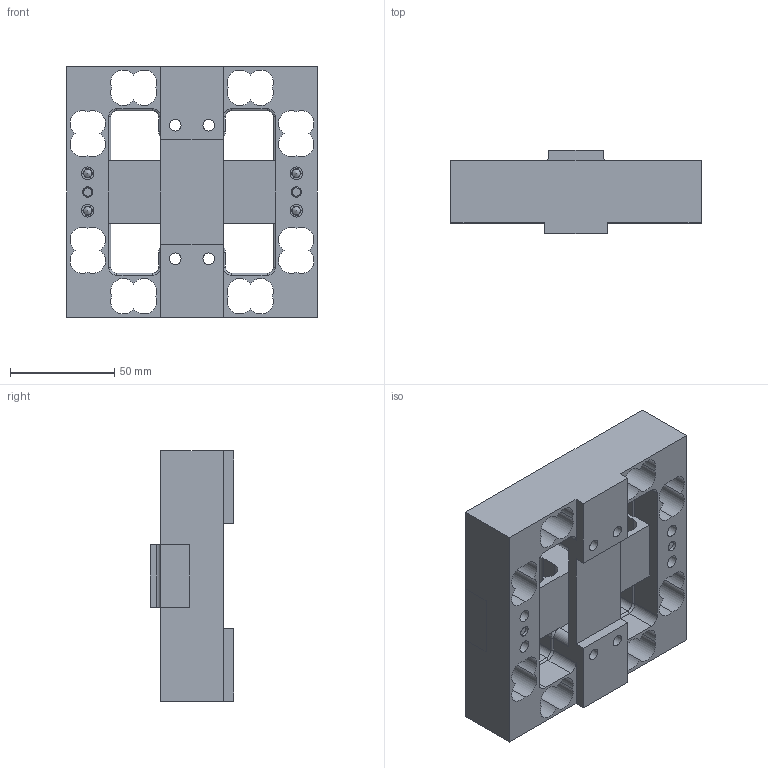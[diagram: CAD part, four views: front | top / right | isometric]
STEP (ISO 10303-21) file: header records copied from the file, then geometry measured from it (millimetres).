
FILE_DESCRIPTION (( 'STEP AP214' ), '1' );
FILE_NAME ('TAF-3-500-5000N-251120.STEP', '2025-11-20T06:58:27', ( '' ), ( '' ), 'SwSTEP 2.0', 'SolidWorks 2023', '' );
FILE_SCHEMA (( 'AUTOMOTIVE_DESIGN' ));
Length unit declared in the file: millimetre
Products named in the file (1): TAF-3-500-5000N-251120
Bounding box: 120 x 40 x 120 mm (x, y, z)
Surface area: 80928.3 mm2 (no closed solid volume)
Topology: 0 solids, 11 shells, 256 faces, 749 edges, 484 vertices
Faces by surface type: cylinder 115, plane 93, torus 28, cone 12, bspline 8
Full cylindrical faces by diameter (mm): 5 x4, 5.5 x4, 6 x4, 7 x3, 10 x8
Entity records: 16657 total; most frequent: CARTESIAN_POINT 7195, DIRECTION 1460, ORIENTED_EDGE 1209, EDGE_CURVE 696, AXIS2_PLACEMENT_3D 551, VERTEX_POINT 470, LINE 358, VECTOR 358
